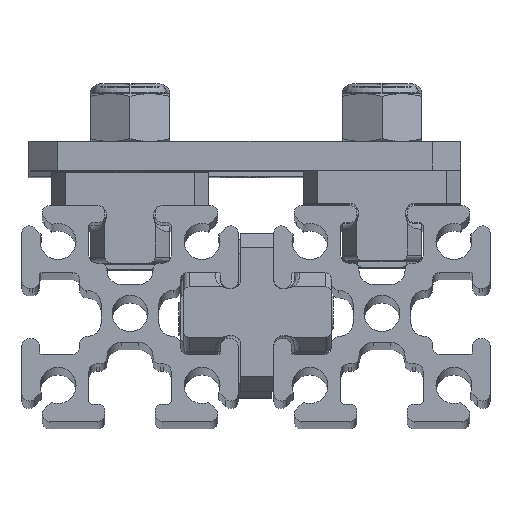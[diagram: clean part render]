
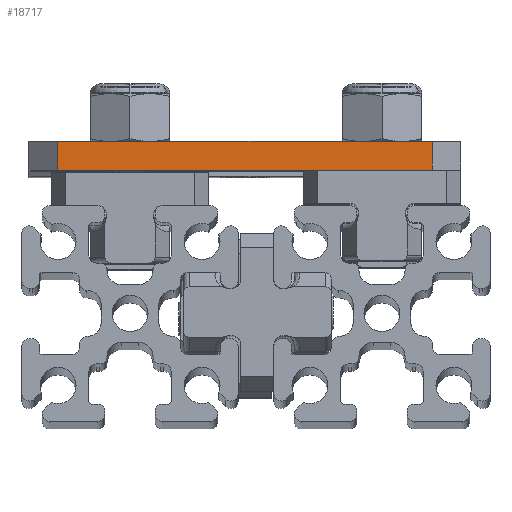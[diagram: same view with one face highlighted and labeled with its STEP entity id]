
A CAD part, top view. The second image highlights one B-rep face of the part: STEP entity #18717.
In plain terms, the highlighted face is planar.
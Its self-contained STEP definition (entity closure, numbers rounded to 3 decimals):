
#421 = DIRECTION ( 'NONE',  ( 0., 0., -1. ) ) ;
#473 = LINE ( 'NONE', #6171, #16313 ) ;
#3297 = ORIENTED_EDGE ( 'NONE', *, *, #19669, .T. ) ;
#3931 = LINE ( 'NONE', #10969, #13963 ) ;
#4160 = VECTOR ( 'NONE', #5762, 1000. ) ;
#4511 = DIRECTION ( 'NONE',  ( -1., 0., 0. ) ) ;
#4845 = ORIENTED_EDGE ( 'NONE', *, *, #25543, .T. ) ;
#5762 = DIRECTION ( 'NONE',  ( 0., 0., 1. ) ) ;
#5897 = CARTESIAN_POINT ( 'NONE',  ( -13., 20., 0. ) ) ;
#6171 = CARTESIAN_POINT ( 'NONE',  ( 13., 20., 2. ) ) ;
#6654 = DIRECTION ( 'NONE',  ( 0., -1., 0. ) ) ;
#7175 = DIRECTION ( 'NONE',  ( -1., 0., 0. ) ) ;
#7265 = LINE ( 'NONE', #19116, #14703 ) ;
#10619 = PLANE ( 'NONE',  #19819 ) ;
#10969 = CARTESIAN_POINT ( 'NONE',  ( -15., 20., 0. ) ) ;
#12104 = VERTEX_POINT ( 'NONE', #26573 ) ;
#12380 = ORIENTED_EDGE ( 'NONE', *, *, #16787, .T. ) ;
#13090 = ORIENTED_EDGE ( 'NONE', *, *, #14472, .F. ) ;
#13963 = VECTOR ( 'NONE', #7175, 1000. ) ;
#14126 = DIRECTION ( 'NONE',  ( 0., 0., -1. ) ) ;
#14472 = EDGE_CURVE ( 'NONE', #12104, #15486, #7265, .T. ) ;
#14703 = VECTOR ( 'NONE', #4511, 1000. ) ;
#14836 = LINE ( 'NONE', #21822, #4160 ) ;
#14975 = CARTESIAN_POINT ( 'NONE',  ( -15., 20., 2. ) ) ;
#15486 = VERTEX_POINT ( 'NONE', #25544 ) ;
#16313 = VECTOR ( 'NONE', #14126, 1000. ) ;
#16787 = EDGE_CURVE ( 'NONE', #21116, #24113, #3931, .T. ) ;
#17991 = EDGE_LOOP ( 'NONE', ( #13090, #3297, #12380, #4845 ) ) ;
#18717 = ADVANCED_FACE ( 'NONE', ( #23539 ), #10619, .F. ) ;
#19116 = CARTESIAN_POINT ( 'NONE',  ( -15., 20., 2. ) ) ;
#19669 = EDGE_CURVE ( 'NONE', #12104, #21116, #473, .T. ) ;
#19819 = AXIS2_PLACEMENT_3D ( 'NONE', #14975, #6654, #421 ) ;
#21116 = VERTEX_POINT ( 'NONE', #25040 ) ;
#21822 = CARTESIAN_POINT ( 'NONE',  ( -13., 20., 2. ) ) ;
#23539 = FACE_OUTER_BOUND ( 'NONE', #17991, .T. ) ;
#24113 = VERTEX_POINT ( 'NONE', #5897 ) ;
#25040 = CARTESIAN_POINT ( 'NONE',  ( 13., 20., 0. ) ) ;
#25543 = EDGE_CURVE ( 'NONE', #24113, #15486, #14836, .T. ) ;
#25544 = CARTESIAN_POINT ( 'NONE',  ( -13., 20., 2. ) ) ;
#26573 = CARTESIAN_POINT ( 'NONE',  ( 13., 20., 2. ) ) ;
